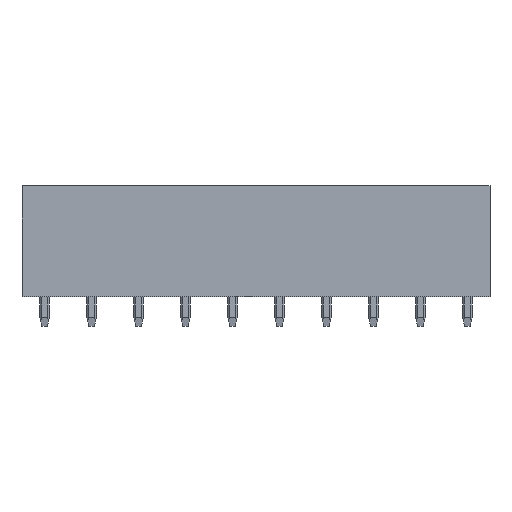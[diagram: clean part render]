
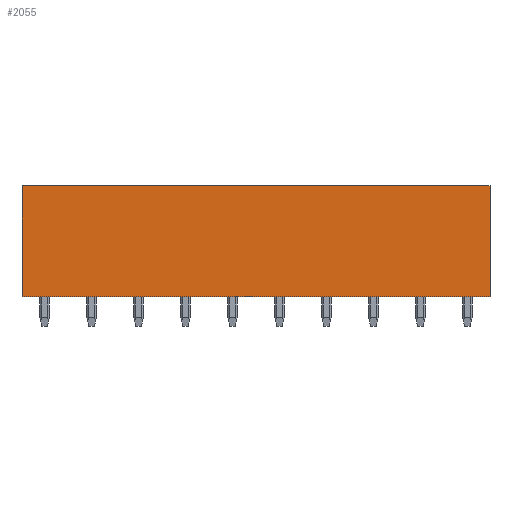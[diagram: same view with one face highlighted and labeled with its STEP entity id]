
A CAD part, front view. The second image highlights one B-rep face of the part: STEP entity #2055.
In plain terms, the highlighted planar face has unit normal (0, -1, 0).
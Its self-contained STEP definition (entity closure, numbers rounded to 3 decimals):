
#1903=CARTESIAN_POINT('',(25.3,-3.8,12.0));
#1904=VERTEX_POINT('',#1903);
#1911=CARTESIAN_POINT('',(25.3,-3.8,0.0));
#1912=VERTEX_POINT('',#1911);
#1913=CARTESIAN_POINT('',(25.3,-3.8,0.0));
#1914=DIRECTION('',(0.0,0.0,1.0));
#1915=VECTOR('',#1914,12.0);
#1916=LINE('',#1913,#1915);
#1917=EDGE_CURVE('',#1912,#1904,#1916,.T.);
#2014=CARTESIAN_POINT('',(-25.3,-3.8,0.0));
#2015=VERTEX_POINT('',#2014);
#2016=CARTESIAN_POINT('',(25.3,-3.8,0.0));
#2017=DIRECTION('',(-1.0,0.0,0.0));
#2018=VECTOR('',#2017,50.6);
#2019=LINE('',#2016,#2018);
#2020=EDGE_CURVE('',#1912,#2015,#2019,.T.);
#2032=CARTESIAN_POINT('',(35.56,-3.8,12.0));
#2033=DIRECTION('',(0.0,-1.0,0.0));
#2034=DIRECTION('',(0.0,0.0,1.0));
#2035=AXIS2_PLACEMENT_3D('',#2032,#2033,#2034);
#2036=PLANE('',#2035);
#2037=ORIENTED_EDGE('',*,*,#1917,.T.);
#2038=CARTESIAN_POINT('',(-25.3,-3.8,12.0));
#2039=VERTEX_POINT('',#2038);
#2040=CARTESIAN_POINT('',(25.3,-3.8,12.0));
#2041=DIRECTION('',(-1.0,0.0,0.0));
#2042=VECTOR('',#2041,50.6);
#2043=LINE('',#2040,#2042);
#2044=EDGE_CURVE('',#1904,#2039,#2043,.T.);
#2045=ORIENTED_EDGE('',*,*,#2044,.T.);
#2046=CARTESIAN_POINT('',(-25.3,-3.8,12.0));
#2047=DIRECTION('',(0.0,0.0,-1.0));
#2048=VECTOR('',#2047,12.0);
#2049=LINE('',#2046,#2048);
#2050=EDGE_CURVE('',#2039,#2015,#2049,.T.);
#2051=ORIENTED_EDGE('',*,*,#2050,.T.);
#2052=ORIENTED_EDGE('',*,*,#2020,.F.);
#2053=EDGE_LOOP('',(#2037,#2045,#2051,#2052));
#2054=FACE_OUTER_BOUND('',#2053,.T.);
#2055=ADVANCED_FACE('',(#2054),#2036,.T.);
